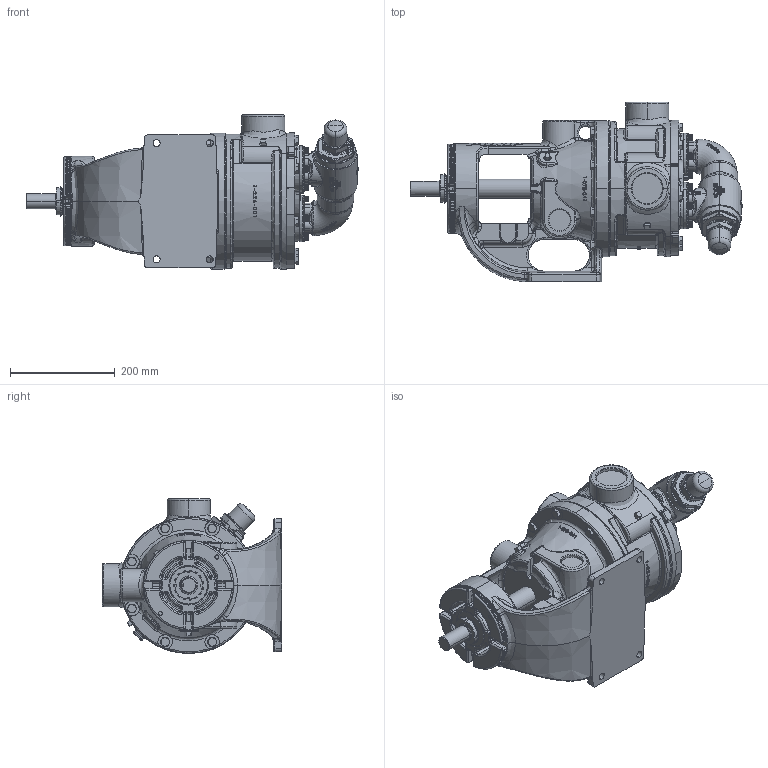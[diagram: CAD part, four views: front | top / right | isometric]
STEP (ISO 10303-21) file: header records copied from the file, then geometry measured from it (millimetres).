
FILE_DESCRIPTION (( 'STEP AP214' ), '1' );
FILE_NAME ('L224A.STEP', '2016-10-10T16:00:44', ( '' ), ( '' ), 'SwSTEP 2.0', 'SolidWorks 2015', '' );
FILE_SCHEMA (( 'AUTOMOTIVE_DESIGN' ));
Length unit declared in the file: inch
Products named in the file (2): L224A
Bounding box: 634.87 x 342.9 x 295.65 mm (x, y, z)
Volume: 15550192.8 mm3; surface area: 787950.8 mm2
Topology: 1 solids, 1 shells, 4289 faces, 11006 edges, 6787 vertices
Faces by surface type: plane 1379, bspline 1137, cone 722, cylinder 692, torus 273, sphere 86
Entity records: 268822 total; most frequent: CARTESIAN_POINT 141760, ORIENTED_EDGE 21810, DIRECTION 16679, EDGE_CURVE 10905, VERTEX_POINT 6785, AXIS2_PLACEMENT_3D 6690, EDGE_LOOP 4496, FACE_OUTER_BOUND 4289
